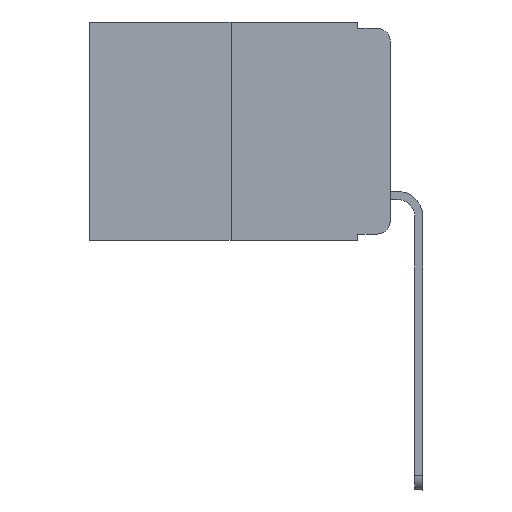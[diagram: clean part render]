
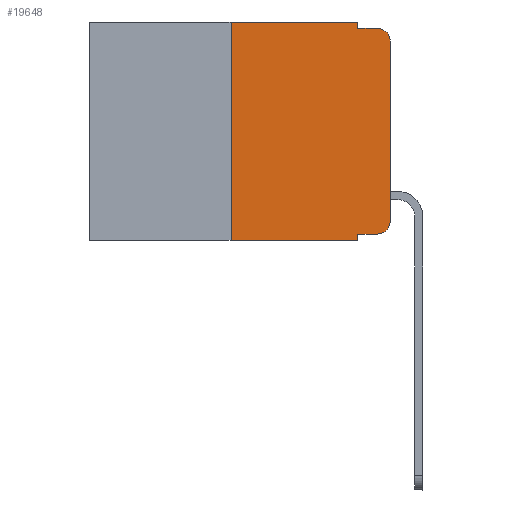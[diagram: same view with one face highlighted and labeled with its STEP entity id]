
A CAD part, left-side view. The second image highlights one B-rep face of the part: STEP entity #19648.
In plain terms, the highlighted planar face has unit normal (-1, 0, 0).
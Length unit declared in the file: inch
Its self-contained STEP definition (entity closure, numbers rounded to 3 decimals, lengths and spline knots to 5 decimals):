
#158 = CARTESIAN_POINT ( 'NONE',  ( 0., 0.051, 0. ) ) ;
#780 = VECTOR ( 'NONE', #13589, 39.37008 ) ;
#913 = CARTESIAN_POINT ( 'NONE',  ( 0., 0.02, -0.333 ) ) ;
#1063 = EDGE_CURVE ( 'NONE', #1931, #1291, #16281, .T. ) ;
#1291 = VERTEX_POINT ( 'NONE', #9072 ) ;
#1386 = CARTESIAN_POINT ( 'NONE',  ( 0., 0.051, -0.01 ) ) ;
#1501 = DIRECTION ( 'NONE',  ( 1., 0., 0. ) ) ;
#1931 = VERTEX_POINT ( 'NONE', #913 ) ;
#1937 = VECTOR ( 'NONE', #10055, 39.37008 ) ;
#2905 = VERTEX_POINT ( 'NONE', #13005 ) ;
#2949 = LINE ( 'NONE', #6212, #14355 ) ;
#3117 = CARTESIAN_POINT ( 'NONE',  ( 0., 0.473, 0. ) ) ;
#3161 = VERTEX_POINT ( 'NONE', #10913 ) ;
#3290 = ORIENTED_EDGE ( 'NONE', *, *, #12355, .F. ) ;
#3351 = CARTESIAN_POINT ( 'NONE',  ( 0., 0.473, 0. ) ) ;
#3609 = CIRCLE ( 'NONE', #11555, 0.02 ) ;
#3681 = ORIENTED_EDGE ( 'NONE', *, *, #13651, .F. ) ;
#3986 = VECTOR ( 'NONE', #12181, 39.37008 ) ;
#4020 = DIRECTION ( 'NONE',  ( 0., -1., 0. ) ) ;
#4542 = PLANE ( 'NONE',  #7651 ) ;
#4691 = VERTEX_POINT ( 'NONE', #11938 ) ;
#5076 = ORIENTED_EDGE ( 'NONE', *, *, #15751, .T. ) ;
#5668 = DIRECTION ( 'NONE',  ( -1., 0., 0. ) ) ;
#5996 = ORIENTED_EDGE ( 'NONE', *, *, #20080, .T. ) ;
#6002 = EDGE_CURVE ( 'NONE', #14788, #1931, #8923, .T. ) ;
#6158 = CARTESIAN_POINT ( 'NONE',  ( 0., 0.051, -0.333 ) ) ;
#6212 = CARTESIAN_POINT ( 'NONE',  ( 0., 0.473, -0.343 ) ) ;
#6425 = EDGE_CURVE ( 'NONE', #16237, #17172, #13747, .T. ) ;
#6524 = VERTEX_POINT ( 'NONE', #19501 ) ;
#6671 = EDGE_CURVE ( 'NONE', #4691, #16237, #13200, .T. ) ;
#6793 = LINE ( 'NONE', #158, #780 ) ;
#6914 = VECTOR ( 'NONE', #15141, 39.37008 ) ;
#6963 = AXIS2_PLACEMENT_3D ( 'NONE', #17470, #5668, #9229 ) ;
#6996 = VERTEX_POINT ( 'NONE', #8515 ) ;
#7651 = AXIS2_PLACEMENT_3D ( 'NONE', #3117, #1501, #11452 ) ;
#8506 = ORIENTED_EDGE ( 'NONE', *, *, #14432, .T. ) ;
#8515 = CARTESIAN_POINT ( 'NONE',  ( 0., 0.25, -0.343 ) ) ;
#8666 = ORIENTED_EDGE ( 'NONE', *, *, #1063, .T. ) ;
#8819 = CARTESIAN_POINT ( 'NONE',  ( 0., 0.051, -0.333 ) ) ;
#8923 = LINE ( 'NONE', #8819, #3986 ) ;
#9072 = CARTESIAN_POINT ( 'NONE',  ( 0., 0., -0.313 ) ) ;
#9229 = DIRECTION ( 'NONE',  ( 0., 0., -1. ) ) ;
#9487 = CARTESIAN_POINT ( 'NONE',  ( 0., 0., 0. ) ) ;
#9753 = ORIENTED_EDGE ( 'NONE', *, *, #16831, .F. ) ;
#10055 = DIRECTION ( 'NONE',  ( 0., 0., 1. ) ) ;
#10351 = VECTOR ( 'NONE', #20362, 39.37008 ) ;
#10913 = CARTESIAN_POINT ( 'NONE',  ( 0., 0.051, -0.343 ) ) ;
#11452 = DIRECTION ( 'NONE',  ( 0., 0., -1. ) ) ;
#11555 = AXIS2_PLACEMENT_3D ( 'NONE', #18406, #19915, #12795 ) ;
#11938 = CARTESIAN_POINT ( 'NONE',  ( 0., 0.25, 0. ) ) ;
#12181 = DIRECTION ( 'NONE',  ( 0., -1., 0. ) ) ;
#12355 = EDGE_CURVE ( 'NONE', #17172, #2905, #14596, .T. ) ;
#12489 = ORIENTED_EDGE ( 'NONE', *, *, #6671, .F. ) ;
#12760 = FACE_OUTER_BOUND ( 'NONE', #21189, .T. ) ;
#12795 = DIRECTION ( 'NONE',  ( 0., 0., -1. ) ) ;
#13005 = CARTESIAN_POINT ( 'NONE',  ( 0., 0.02, -0.01 ) ) ;
#13200 = LINE ( 'NONE', #3351, #6914 ) ;
#13305 = CARTESIAN_POINT ( 'NONE',  ( 0., 0.051, 0. ) ) ;
#13520 = CARTESIAN_POINT ( 'NONE',  ( 0., 0.25, 0. ) ) ;
#13540 = VECTOR ( 'NONE', #14358, 39.37008 ) ;
#13589 = DIRECTION ( 'NONE',  ( 0., 0., -1. ) ) ;
#13651 = EDGE_CURVE ( 'NONE', #14788, #3161, #6793, .T. ) ;
#13747 = LINE ( 'NONE', #18750, #10351 ) ;
#14355 = VECTOR ( 'NONE', #16149, 39.37008 ) ;
#14358 = DIRECTION ( 'NONE',  ( 0., 0., 1. ) ) ;
#14432 = EDGE_CURVE ( 'NONE', #6524, #2905, #3609, .T. ) ;
#14596 = LINE ( 'NONE', #1386, #15339 ) ;
#14788 = VERTEX_POINT ( 'NONE', #6158 ) ;
#15141 = DIRECTION ( 'NONE',  ( 0., -1., 0. ) ) ;
#15339 = VECTOR ( 'NONE', #4020, 39.37008 ) ;
#15751 = EDGE_CURVE ( 'NONE', #6996, #3161, #2949, .T. ) ;
#16149 = DIRECTION ( 'NONE',  ( 0., -1., 0. ) ) ;
#16237 = VERTEX_POINT ( 'NONE', #13305 ) ;
#16281 = CIRCLE ( 'NONE', #6963, 0.02 ) ;
#16721 = CARTESIAN_POINT ( 'NONE',  ( 0., 0.051, -0.01 ) ) ;
#16831 = EDGE_CURVE ( 'NONE', #6996, #4691, #21362, .T. ) ;
#17172 = VERTEX_POINT ( 'NONE', #16721 ) ;
#17470 = CARTESIAN_POINT ( 'NONE',  ( 0., 0.02, -0.313 ) ) ;
#17874 = ORIENTED_EDGE ( 'NONE', *, *, #6425, .F. ) ;
#18406 = CARTESIAN_POINT ( 'NONE',  ( 0., 0.02, -0.03 ) ) ;
#18515 = ORIENTED_EDGE ( 'NONE', *, *, #6002, .T. ) ;
#18750 = CARTESIAN_POINT ( 'NONE',  ( 0., 0.051, 0. ) ) ;
#19250 = LINE ( 'NONE', #9487, #13540 ) ;
#19501 = CARTESIAN_POINT ( 'NONE',  ( 0., 0., -0.03 ) ) ;
#19648 = ADVANCED_FACE ( 'NONE', ( #12760 ), #4542, .F. ) ;
#19915 = DIRECTION ( 'NONE',  ( -1., 0., 0. ) ) ;
#20080 = EDGE_CURVE ( 'NONE', #1291, #6524, #19250, .T. ) ;
#20362 = DIRECTION ( 'NONE',  ( 0., 0., -1. ) ) ;
#21189 = EDGE_LOOP ( 'NONE', ( #5996, #8506, #3290, #17874, #12489, #9753, #5076, #3681, #18515, #8666 ) ) ;
#21362 = LINE ( 'NONE', #13520, #1937 ) ;
